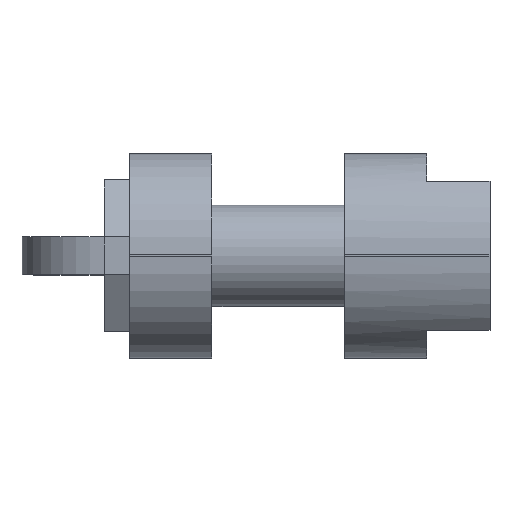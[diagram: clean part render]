
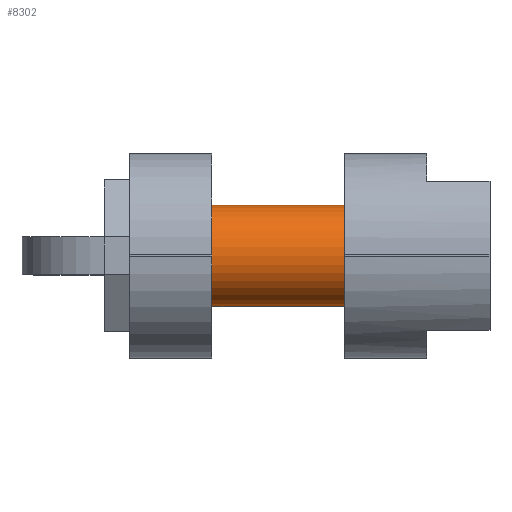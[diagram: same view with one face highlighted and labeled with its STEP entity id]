
A CAD part, top view. The second image highlights one B-rep face of the part: STEP entity #8302.
In plain terms, the highlighted cylindrical face has radius 10.4 mm (diameter 20.8 mm), a partial arc.
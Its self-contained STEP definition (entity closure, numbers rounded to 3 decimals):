
#788=DIRECTION('',(1.,0.,0.));
#789=VECTOR('',#788,27.3);
#790=CARTESIAN_POINT('',(-13.65,-10.4,73.2));
#791=LINE('',#790,#789);
#797=DIRECTION('',(-1.,0.,0.));
#798=VECTOR('',#797,27.3);
#799=CARTESIAN_POINT('',(13.65,10.4,73.2));
#800=LINE('',#799,#798);
#861=CARTESIAN_POINT('',(-13.65,0.,73.2));
#862=DIRECTION('',(1.,0.,0.));
#863=DIRECTION('',(0.,1.,0.));
#864=AXIS2_PLACEMENT_3D('',#861,#862,#863);
#2860=CARTESIAN_POINT('',(13.65,0.,73.2));
#2861=DIRECTION('',(1.,0.,0.));
#2862=DIRECTION('',(0.,1.,0.));
#2863=AXIS2_PLACEMENT_3D('',#2860,#2861,#2862);
#3793=CARTESIAN_POINT('',(-13.65,-10.4,73.2));
#3794=CARTESIAN_POINT('',(13.65,-10.4,73.2));
#3795=VERTEX_POINT('',#3793);
#3796=VERTEX_POINT('',#3794);
#3797=CARTESIAN_POINT('',(13.65,10.4,73.2));
#3798=CARTESIAN_POINT('',(-13.65,10.4,73.2));
#3799=VERTEX_POINT('',#3797);
#3800=VERTEX_POINT('',#3798);
#8291=CARTESIAN_POINT('',(-13.65,0.,73.2));
#8292=DIRECTION('',(1.,0.,0.));
#8293=DIRECTION('',(0.,-1.,0.));
#8294=AXIS2_PLACEMENT_3D('',#8291,#8292,#8293);
#8295=CYLINDRICAL_SURFACE('',#8294,10.4);
#8296=ORIENTED_EDGE('',*,*,#5511,.F.);
#8297=ORIENTED_EDGE('',*,*,#5480,.F.);
#8298=ORIENTED_EDGE('',*,*,#5366,.T.);
#8299=ORIENTED_EDGE('',*,*,#5477,.F.);
#8300=EDGE_LOOP('',(#8296,#8297,#8298,#8299));
#8301=FACE_OUTER_BOUND('',#8300,.F.);
#8302=ADVANCED_FACE('',(#8301),#8295,.T.);
#865=CIRCLE('',#864,10.4);
#2864=CIRCLE('',#2863,10.4);
#5366=EDGE_CURVE('',#3799,#3796,#2864,.T.);
#5477=EDGE_CURVE('',#3795,#3796,#791,.T.);
#5480=EDGE_CURVE('',#3799,#3800,#800,.T.);
#5511=EDGE_CURVE('',#3800,#3795,#865,.T.);
